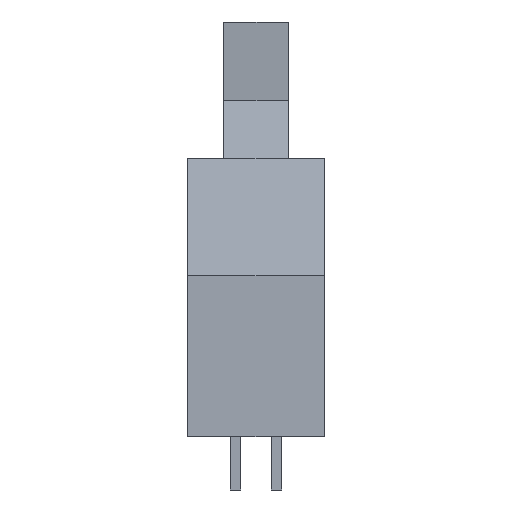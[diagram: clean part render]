
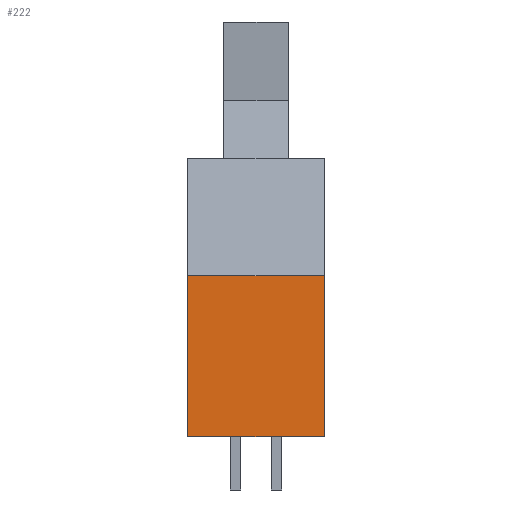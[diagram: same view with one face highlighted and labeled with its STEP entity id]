
A CAD part, left-side view. The second image highlights one B-rep face of the part: STEP entity #222.
In plain terms, the highlighted planar face has unit normal (-1, 0, 0).
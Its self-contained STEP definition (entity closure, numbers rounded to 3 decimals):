
#222 = ADVANCED_FACE ( 'NONE', ( #3617 ), #5283, .T. ) ;
#361 = DIRECTION ( 'NONE',  ( 0., 0., 1. ) ) ;
#434 = LINE ( 'NONE', #9311, #6557 ) ;
#587 = CARTESIAN_POINT ( 'NONE',  ( -11.07, 5.52, 8.74 ) ) ;
#1833 = EDGE_CURVE ( 'NONE', #7819, #10323, #434, .T. ) ;
#1940 = ORIENTED_EDGE ( 'NONE', *, *, #1833, .T. ) ;
#2478 = VECTOR ( 'NONE', #7188, 1000. ) ;
#3086 = LINE ( 'NONE', #587, #8430 ) ;
#3323 = DIRECTION ( 'NONE',  ( 0., -1., 0. ) ) ;
#3617 = FACE_OUTER_BOUND ( 'NONE', #5894, .T. ) ;
#3665 = EDGE_CURVE ( 'NONE', #7819, #6830, #5508, .T. ) ;
#3771 = DIRECTION ( 'NONE',  ( -1., 0., 0. ) ) ;
#3805 = CARTESIAN_POINT ( 'NONE',  ( -11.07, 1.27, 0.09 ) ) ;
#3917 = ORIENTED_EDGE ( 'NONE', *, *, #9167, .F. ) ;
#3993 = VECTOR ( 'NONE', #3323, 1000. ) ;
#4758 = AXIS2_PLACEMENT_3D ( 'NONE', #10141, #3771, #10086 ) ;
#5283 = PLANE ( 'NONE',  #4758 ) ;
#5317 = CARTESIAN_POINT ( 'NONE',  ( -11.07, 5.52, 10.09 ) ) ;
#5337 = ORIENTED_EDGE ( 'NONE', *, *, #7334, .F. ) ;
#5508 = LINE ( 'NONE', #3805, #2478 ) ;
#5513 = LINE ( 'NONE', #8224, #3993 ) ;
#5894 = EDGE_LOOP ( 'NONE', ( #1940, #3917, #5337, #10346 ) ) ;
#6100 = VERTEX_POINT ( 'NONE', #5317 ) ;
#6557 = VECTOR ( 'NONE', #7570, 1000. ) ;
#6830 = VERTEX_POINT ( 'NONE', #9145 ) ;
#7188 = DIRECTION ( 'NONE',  ( 0., 1., 0. ) ) ;
#7334 = EDGE_CURVE ( 'NONE', #6830, #6100, #3086, .T. ) ;
#7570 = DIRECTION ( 'NONE',  ( 0., 0., 1. ) ) ;
#7819 = VERTEX_POINT ( 'NONE', #8336 ) ;
#8224 = CARTESIAN_POINT ( 'NONE',  ( -11.07, 1.27, 10.09 ) ) ;
#8336 = CARTESIAN_POINT ( 'NONE',  ( -11.07, -2.98, 0.09 ) ) ;
#8430 = VECTOR ( 'NONE', #361, 1000. ) ;
#9129 = CARTESIAN_POINT ( 'NONE',  ( -11.07, -2.98, 10.09 ) ) ;
#9145 = CARTESIAN_POINT ( 'NONE',  ( -11.07, 5.52, 0.09 ) ) ;
#9167 = EDGE_CURVE ( 'NONE', #6100, #10323, #5513, .T. ) ;
#9311 = CARTESIAN_POINT ( 'NONE',  ( -11.07, -2.98, 5.09 ) ) ;
#10086 = DIRECTION ( 'NONE',  ( 0., 0., -1. ) ) ;
#10141 = CARTESIAN_POINT ( 'NONE',  ( -11.07, 5.52, 10.09 ) ) ;
#10323 = VERTEX_POINT ( 'NONE', #9129 ) ;
#10346 = ORIENTED_EDGE ( 'NONE', *, *, #3665, .F. ) ;
